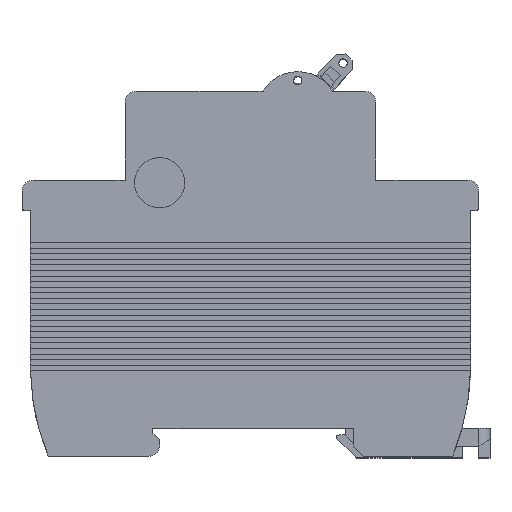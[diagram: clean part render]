
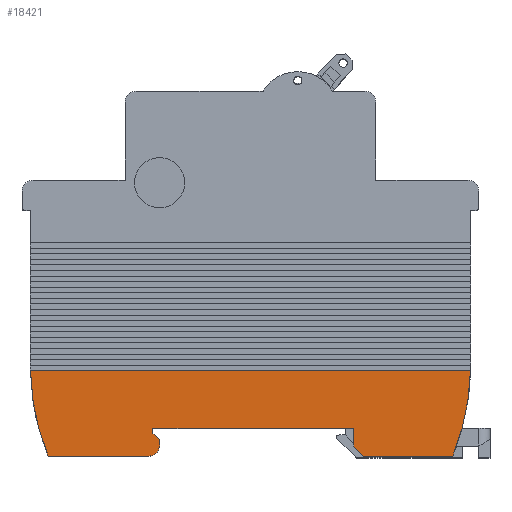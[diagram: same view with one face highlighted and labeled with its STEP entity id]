
A CAD part, top view. The second image highlights one B-rep face of the part: STEP entity #18421.
In plain terms, the highlighted planar face has unit normal (0, 0, 1).
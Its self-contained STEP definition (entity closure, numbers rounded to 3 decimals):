
#39 = DIRECTION ( 'NONE',  ( 0., 0., -1. ) ) ;
#1069 = PLANE ( 'NONE',  #29680 ) ;
#1925 = ORIENTED_EDGE ( 'NONE', *, *, #19740, .F. ) ;
#2120 = CARTESIAN_POINT ( 'NONE',  ( -56.739, 1.414, 9. ) ) ;
#2204 = VECTOR ( 'NONE', #41566, 1000. ) ;
#3624 = ORIENTED_EDGE ( 'NONE', *, *, #10039, .F. ) ;
#3810 = AXIS2_PLACEMENT_3D ( 'NONE', #28222, #64486, #33363 ) ;
#5874 = CARTESIAN_POINT ( 'NONE',  ( -3.039, 1.414, 9. ) ) ;
#6981 = VECTOR ( 'NONE', #33135, 1000. ) ;
#7650 = VERTEX_POINT ( 'NONE', #53583 ) ;
#9846 = VECTOR ( 'NONE', #62251, 1000. ) ;
#10039 = EDGE_CURVE ( 'NONE', #60386, #63172, #61164, .T. ) ;
#13669 = CARTESIAN_POINT ( 'NONE',  ( 0.149, 16.714, 9. ) ) ;
#13700 = VECTOR ( 'NONE', #46428, 1000. ) ;
#13852 = ORIENTED_EDGE ( 'NONE', *, *, #34765, .T. ) ;
#14338 = CARTESIAN_POINT ( 'NONE',  ( -57.639, 1.414, 9. ) ) ;
#17337 = CARTESIAN_POINT ( 'NONE',  ( -56.839, 6.414, 9. ) ) ;
#18421 = ADVANCED_FACE ( 'NONE', ( #21581 ), #1069, .T. ) ;
#18990 = CARTESIAN_POINT ( 'NONE',  ( -42.953, 17.714, 9. ) ) ;
#19678 = CARTESIAN_POINT ( 'NONE',  ( -20.839, 6.414, 9. ) ) ;
#19740 = EDGE_CURVE ( 'NONE', #34883, #45572, #49610, .T. ) ;
#19747 = VECTOR ( 'NONE', #54516, 1000. ) ;
#19896 = EDGE_CURVE ( 'NONE', #63172, #42224, #22809, .T. ) ;
#21382 = VERTEX_POINT ( 'NONE', #23681 ) ;
#21581 = FACE_OUTER_BOUND ( 'NONE', #51488, .T. ) ;
#22355 = VERTEX_POINT ( 'NONE', #63017 ) ;
#22809 = LINE ( 'NONE', #30989, #62570 ) ;
#23454 = CARTESIAN_POINT ( 'NONE',  ( -20.839, 1.103, 9. ) ) ;
#23681 = CARTESIAN_POINT ( 'NONE',  ( -78.828, 16.714, 9. ) ) ;
#24226 = DIRECTION ( 'NONE',  ( -1., 0., 0. ) ) ;
#25235 = LINE ( 'NONE', #51769, #9846 ) ;
#25560 = VERTEX_POINT ( 'NONE', #42650 ) ;
#26963 = ORIENTED_EDGE ( 'NONE', *, *, #61768, .T. ) ;
#27131 = CARTESIAN_POINT ( 'NONE',  ( -51.789, 65.114, 9. ) ) ;
#27944 = EDGE_CURVE ( 'NONE', #60386, #7650, #25235, .T. ) ;
#28222 = CARTESIAN_POINT ( 'NONE',  ( -57.639, 3.414, 9. ) ) ;
#28994 = VERTEX_POINT ( 'NONE', #14338 ) ;
#29680 = AXIS2_PLACEMENT_3D ( 'NONE', #27131, #63429, #32326 ) ;
#29843 = VECTOR ( 'NONE', #53087, 1000. ) ;
#30514 = CARTESIAN_POINT ( 'NONE',  ( -55.639, 4.414, 9. ) ) ;
#30989 = CARTESIAN_POINT ( 'NONE',  ( -20.639, 6.414, 9. ) ) ;
#31101 = CARTESIAN_POINT ( 'NONE',  ( -35.725, 17.714, 9. ) ) ;
#31240 = CARTESIAN_POINT ( 'NONE',  ( -56.839, 5.414, 9. ) ) ;
#31995 = CARTESIAN_POINT ( 'NONE',  ( -78.839, 16.714, 9. ) ) ;
#32016 = CARTESIAN_POINT ( 'NONE',  ( -55.639, 3.414, 9. ) ) ;
#32326 = DIRECTION ( 'NONE',  ( 1., 0., 0. ) ) ;
#33135 = DIRECTION ( 'NONE',  ( -1., 0., 0. ) ) ;
#33363 = DIRECTION ( 'NONE',  ( 1., 0., 0. ) ) ;
#34765 = EDGE_CURVE ( 'NONE', #28994, #46517, #45738, .T. ) ;
#34883 = VERTEX_POINT ( 'NONE', #13669 ) ;
#36258 = DIRECTION ( 'NONE',  ( 1., 0., 0. ) ) ;
#36319 = CARTESIAN_POINT ( 'NONE',  ( 0.411, 1.414, 9. ) ) ;
#37162 = LINE ( 'NONE', #30514, #49342 ) ;
#40890 = EDGE_CURVE ( 'NONE', #45572, #7650, #57348, .T. ) ;
#41211 = CARTESIAN_POINT ( 'NONE',  ( -56.839, 6.414, 9. ) ) ;
#41566 = DIRECTION ( 'NONE',  ( -1., 0., 0. ) ) ;
#41999 = EDGE_CURVE ( 'NONE', #22355, #58369, #37162, .T. ) ;
#42224 = VERTEX_POINT ( 'NONE', #17337 ) ;
#42318 = CARTESIAN_POINT ( 'NONE',  ( -55.639, 3.414, 9. ) ) ;
#42326 = AXIS2_PLACEMENT_3D ( 'NONE', #18990, #55296, #24226 ) ;
#42650 = CARTESIAN_POINT ( 'NONE',  ( -75.639, 1.414, 9. ) ) ;
#42726 = EDGE_CURVE ( 'NONE', #21382, #34883, #57377, .T. ) ;
#43692 = ORIENTED_EDGE ( 'NONE', *, *, #41999, .T. ) ;
#45572 = VERTEX_POINT ( 'NONE', #5874 ) ;
#45738 = CIRCLE ( 'NONE', #3810, 2. ) ;
#46428 = DIRECTION ( 'NONE',  ( 0., -1., 0. ) ) ;
#46517 = VERTEX_POINT ( 'NONE', #32016 ) ;
#48297 = LINE ( 'NONE', #2120, #6981 ) ;
#48330 = EDGE_CURVE ( 'NONE', #25560, #21382, #50309, .T. ) ;
#48711 = EDGE_CURVE ( 'NONE', #42224, #58369, #65666, .T. ) ;
#49342 = VECTOR ( 'NONE', #56369, 1000. ) ;
#49610 = CIRCLE ( 'NONE', #42326, 43.114 ) ;
#49848 = VECTOR ( 'NONE', #52757, 1000. ) ;
#50309 = CIRCLE ( 'NONE', #65731, 43.114 ) ;
#51488 = EDGE_LOOP ( 'NONE', ( #1925, #58101, #62973, #65238, #13852, #26963, #43692, #59899, #52358, #3624, #51741, #63623 ) ) ;
#51741 = ORIENTED_EDGE ( 'NONE', *, *, #27944, .T. ) ;
#51769 = CARTESIAN_POINT ( 'NONE',  ( -20.839, 3.214, 9. ) ) ;
#52358 = ORIENTED_EDGE ( 'NONE', *, *, #19896, .F. ) ;
#52757 = DIRECTION ( 'NONE',  ( 0., 1., 0. ) ) ;
#53087 = DIRECTION ( 'NONE',  ( 1., 0., 0. ) ) ;
#53583 = CARTESIAN_POINT ( 'NONE',  ( -19.039, 1.414, 9. ) ) ;
#54516 = DIRECTION ( 'NONE',  ( 0., 1., 0. ) ) ;
#55296 = DIRECTION ( 'NONE',  ( 0., 0., -1. ) ) ;
#55722 = CARTESIAN_POINT ( 'NONE',  ( -20.839, 3.214, 9. ) ) ;
#56369 = DIRECTION ( 'NONE',  ( -0.768, 0.64, 0. ) ) ;
#56842 = DIRECTION ( 'NONE',  ( -1., 0., 0. ) ) ;
#57348 = LINE ( 'NONE', #36319, #2204 ) ;
#57374 = EDGE_CURVE ( 'NONE', #28994, #25560, #48297, .T. ) ;
#57377 = LINE ( 'NONE', #31995, #29843 ) ;
#58101 = ORIENTED_EDGE ( 'NONE', *, *, #42726, .F. ) ;
#58369 = VERTEX_POINT ( 'NONE', #31240 ) ;
#59899 = ORIENTED_EDGE ( 'NONE', *, *, #48711, .F. ) ;
#60386 = VERTEX_POINT ( 'NONE', #55722 ) ;
#61164 = LINE ( 'NONE', #23454, #19747 ) ;
#61768 = EDGE_CURVE ( 'NONE', #46517, #22355, #63689, .T. ) ;
#62251 = DIRECTION ( 'NONE',  ( 0.707, -0.707, 0. ) ) ;
#62570 = VECTOR ( 'NONE', #56842, 1000. ) ;
#62973 = ORIENTED_EDGE ( 'NONE', *, *, #48330, .F. ) ;
#63017 = CARTESIAN_POINT ( 'NONE',  ( -55.639, 4.414, 9. ) ) ;
#63172 = VERTEX_POINT ( 'NONE', #19678 ) ;
#63429 = DIRECTION ( 'NONE',  ( 0., 0., 1. ) ) ;
#63623 = ORIENTED_EDGE ( 'NONE', *, *, #40890, .F. ) ;
#63689 = LINE ( 'NONE', #42318, #49848 ) ;
#64486 = DIRECTION ( 'NONE',  ( 0., 0., 1. ) ) ;
#65238 = ORIENTED_EDGE ( 'NONE', *, *, #57374, .F. ) ;
#65666 = LINE ( 'NONE', #41211, #13700 ) ;
#65731 = AXIS2_PLACEMENT_3D ( 'NONE', #31101, #39, #36258 ) ;
